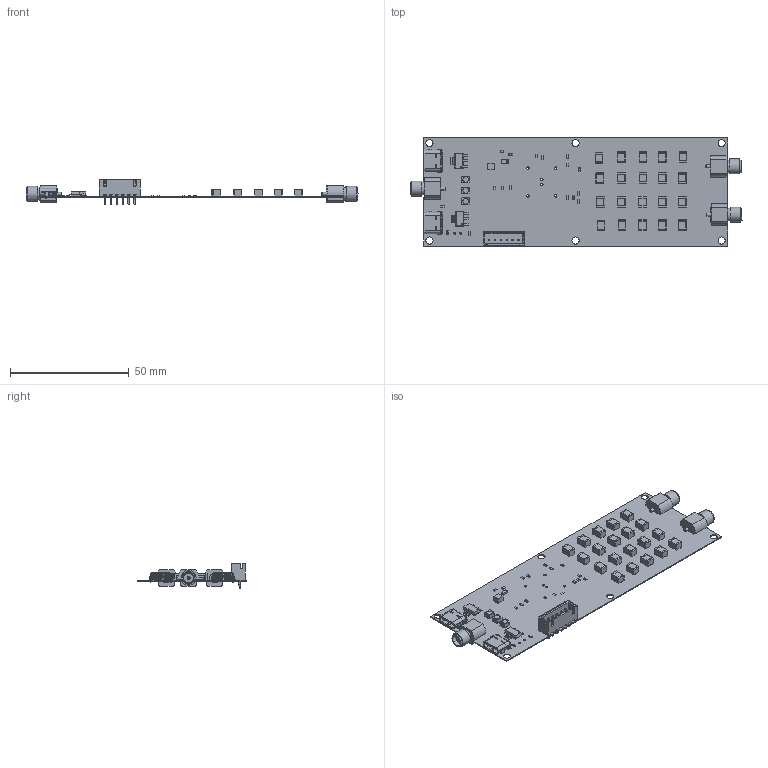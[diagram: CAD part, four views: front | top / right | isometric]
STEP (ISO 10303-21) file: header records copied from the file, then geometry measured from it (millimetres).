
FILE_DESCRIPTION(('Open CASCADE Model'),'2;1');
FILE_NAME('Open CASCADE Shape Model','2023-09-26T10:06:03',('Author'),( 'Open CASCADE'),'Open CASCADE STEP processor 7.5','Open CASCADE 7.5' ,'Unknown');
FILE_SCHEMA(('AUTOMOTIVE_DESIGN { 1 0 10303 214 1 1 1 1 }'));
Length unit declared in the file: millimetre
Products named in the file (69): PCB; Board; Open CASCADE STEP translator 7.5 4.1.1; R20; 6966205888; R19; U4; 6237835360; U1; R18; 6966206448; R17; R16; R15; R14; R13; R12; R11; 5685490112; R10; R9; R8; 6460424672; R7; R6; R5; R4; R3; R2; R1; L1; 6237830000; J5; 6237833680; USB4105; J2; 6968740880; J1; D5; 6237828960 ...
Assembly tree (108 placements, depth 4):
  PCB
    Board
      Open CASCADE STEP translator 7.5 4.1.1
    R20
      6966205888
    R19
      6966205888
    U4
      6237835360
    U1
      6237835360
    R18
      6966206448
    R17
      6966206448
    R16
      6966205888
    R15
      6966206448
    R14
      6966206448
    R13
      6966205888
    R12
      6966205888
    R11
      5685490112
    R10
      6966206448
    R9
      5685490112
    R8
      6460424672
    R7
      6966205888
    R6
      6966205888
    R5
      6966206448
    R4
      6966206448
    R3
      6966206448
    R2
      6966205888
    R1
      5685490112
    L1
      6237830000
    J5
      6237833680
        USB4105
    J2
      6968740880
    J1
      6237833680
        USB4105
    D5
      6237828960
    D4
Bounding box: 139.8 x 45.55 x 10.4 mm (x, y, z)
Volume: 5298.1 mm3; surface area: 17741.7 mm2
Topology: 210 solids, 210 shells, 4598 faces, 11669 edges, 7361 vertices
Faces by surface type: plane 3154, cylinder 1201, sphere 168, cone 67, bspline 8
Full cylindrical faces by diameter (mm): 0.65 x4, 0.888 x2, 1 x6, 1.05 x6, 1.27 x6, 3 x6, 4.1 x3, 4.25 x3, 4.63 x3, 5.35 x6, 6.33 x3
Entity records: 58923 total; most frequent: CARTESIAN_POINT 10046, DIRECTION 9545, ORIENTED_EDGE 9522, EDGE_CURVE 4761, LINE 3801, VECTOR 3801, VERTEX_POINT 3067, AXIS2_PLACEMENT_3D 2872
